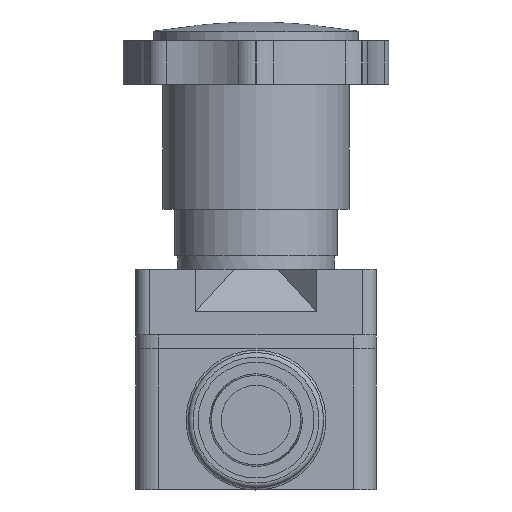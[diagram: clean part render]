
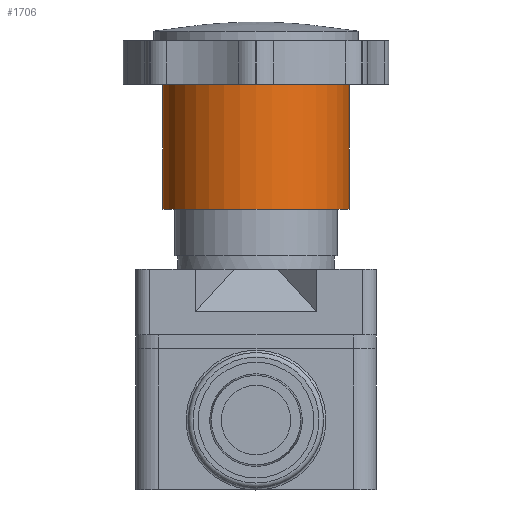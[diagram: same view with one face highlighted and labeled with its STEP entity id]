
A CAD part, left-side view. The second image highlights one B-rep face of the part: STEP entity #1706.
In plain terms, the highlighted cylindrical face has radius 20.1 mm (diameter 40.2 mm), a full revolution.
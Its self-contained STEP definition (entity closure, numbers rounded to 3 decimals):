
#338=CYLINDRICAL_SURFACE($,#1863,20.1);
#404=FACE_BOUND($,#586,.T.);
#451=FACE_OUTER_BOUND($,#585,.T.);
#585=EDGE_LOOP($,(#1305));
#586=EDGE_LOOP($,(#1306));
#698=CIRCLE($,#1864,20.1);
#699=CIRCLE($,#1865,20.1);
#825=VERTEX_POINT($,#2785);
#826=VERTEX_POINT($,#2787);
#1006=EDGE_CURVE($,#825,#825,#698,.T.);
#1007=EDGE_CURVE($,#826,#826,#699,.T.);
#1305=ORIENTED_EDGE($,*,*,#1006,.T.);
#1306=ORIENTED_EDGE($,*,*,#1007,.F.);
#1706=ADVANCED_FACE($,(#451,#404),#338,.T.);
#1863=AXIS2_PLACEMENT_3D($,#2784,#2202,#2203);
#1864=AXIS2_PLACEMENT_3D($,#2786,#2204,#2205);
#1865=AXIS2_PLACEMENT_3D($,#2788,#2206,#2207);
#2202=DIRECTION('center_axis',(0.,0.,1.));
#2203=DIRECTION('ref_axis',(0.,-1.,0.));
#2204=DIRECTION('center_axis',(0.,0.,1.));
#2205=DIRECTION('ref_axis',(0.,-1.,0.));
#2206=DIRECTION('center_axis',(0.,0.,1.));
#2207=DIRECTION('ref_axis',(0.,-1.,0.));
#2784=CARTESIAN_POINT('Origin',(0.025,0.,45.5));
#2785=CARTESIAN_POINT('',(0.025,20.1,45.5));
#2786=CARTESIAN_POINT('Origin',(0.025,0.,45.5));
#2787=CARTESIAN_POINT('',(0.025,20.1,72.5));
#2788=CARTESIAN_POINT('Origin',(0.025,0.,72.5));
